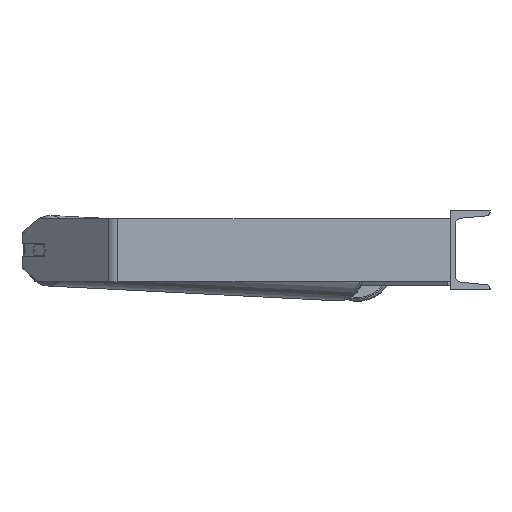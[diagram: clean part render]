
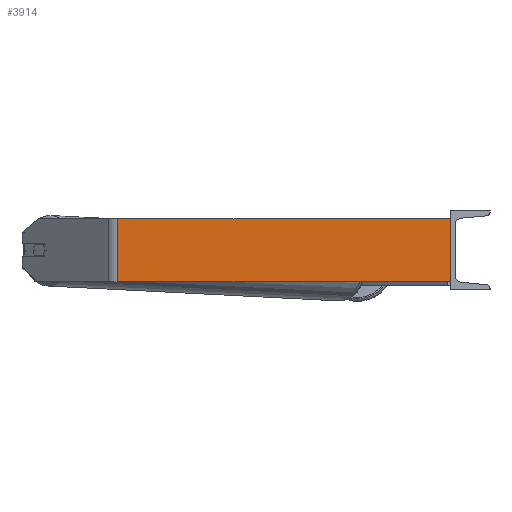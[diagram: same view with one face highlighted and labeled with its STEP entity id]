
A CAD part, left-side view. The second image highlights one B-rep face of the part: STEP entity #3914.
In plain terms, the highlighted planar face has unit normal (-1, 0, 0).
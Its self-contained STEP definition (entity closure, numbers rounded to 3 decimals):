
#107 = AXIS2_PLACEMENT_3D ( 'NONE', #2656, #7980, #1015 ) ;
#791 = ORIENTED_EDGE ( 'NONE', *, *, #3529, .T. ) ;
#1015 = DIRECTION ( 'NONE',  ( 0., 1., 0. ) ) ;
#1057 = VERTEX_POINT ( 'NONE', #5769 ) ;
#1388 = LINE ( 'NONE', #2144, #5464 ) ;
#1527 = EDGE_CURVE ( 'NONE', #4926, #4675, #7573, .T. ) ;
#1946 = CARTESIAN_POINT ( 'NONE',  ( -785., 0., -40. ) ) ;
#2144 = CARTESIAN_POINT ( 'NONE',  ( -785., 426.202, 40. ) ) ;
#2477 = ORIENTED_EDGE ( 'NONE', *, *, #2915, .F. ) ;
#2595 = VECTOR ( 'NONE', #8573, 1000. ) ;
#2656 = CARTESIAN_POINT ( 'NONE',  ( -785., 426.202, 40. ) ) ;
#2915 = EDGE_CURVE ( 'NONE', #1057, #4926, #1388, .T. ) ;
#3139 = CARTESIAN_POINT ( 'NONE',  ( -785., 419.575, 40. ) ) ;
#3354 = FACE_OUTER_BOUND ( 'NONE', #8381, .T. ) ;
#3458 = DIRECTION ( 'NONE',  ( 0., -1., 0. ) ) ;
#3510 = EDGE_CURVE ( 'NONE', #5042, #4675, #7941, .T. ) ;
#3529 = EDGE_CURVE ( 'NONE', #1057, #5042, #7901, .T. ) ;
#3914 = ADVANCED_FACE ( 'NONE', ( #3354 ), #8851, .F. ) ;
#4675 = VERTEX_POINT ( 'NONE', #1946 ) ;
#4926 = VERTEX_POINT ( 'NONE', #8527 ) ;
#4945 = CARTESIAN_POINT ( 'NONE',  ( -785., 0., 40. ) ) ;
#5042 = VERTEX_POINT ( 'NONE', #5411 ) ;
#5411 = CARTESIAN_POINT ( 'NONE',  ( -785., 419.575, -40. ) ) ;
#5464 = VECTOR ( 'NONE', #3458, 1000. ) ;
#5740 = DIRECTION ( 'NONE',  ( 0., -1., 0. ) ) ;
#5769 = CARTESIAN_POINT ( 'NONE',  ( -785., 419.575, 40. ) ) ;
#6325 = DIRECTION ( 'NONE',  ( 0., 0., -1. ) ) ;
#7203 = ORIENTED_EDGE ( 'NONE', *, *, #1527, .F. ) ;
#7573 = LINE ( 'NONE', #4945, #8764 ) ;
#7901 = LINE ( 'NONE', #3139, #2595 ) ;
#7941 = LINE ( 'NONE', #8500, #8107 ) ;
#7980 = DIRECTION ( 'NONE',  ( 1., 0., 0. ) ) ;
#8107 = VECTOR ( 'NONE', #5740, 1000. ) ;
#8381 = EDGE_LOOP ( 'NONE', ( #8741, #7203, #2477, #791 ) ) ;
#8500 = CARTESIAN_POINT ( 'NONE',  ( -785., 426.202, -40. ) ) ;
#8527 = CARTESIAN_POINT ( 'NONE',  ( -785., 0., 40. ) ) ;
#8573 = DIRECTION ( 'NONE',  ( 0., 0., -1. ) ) ;
#8741 = ORIENTED_EDGE ( 'NONE', *, *, #3510, .T. ) ;
#8764 = VECTOR ( 'NONE', #6325, 1000. ) ;
#8851 = PLANE ( 'NONE',  #107 ) ;
